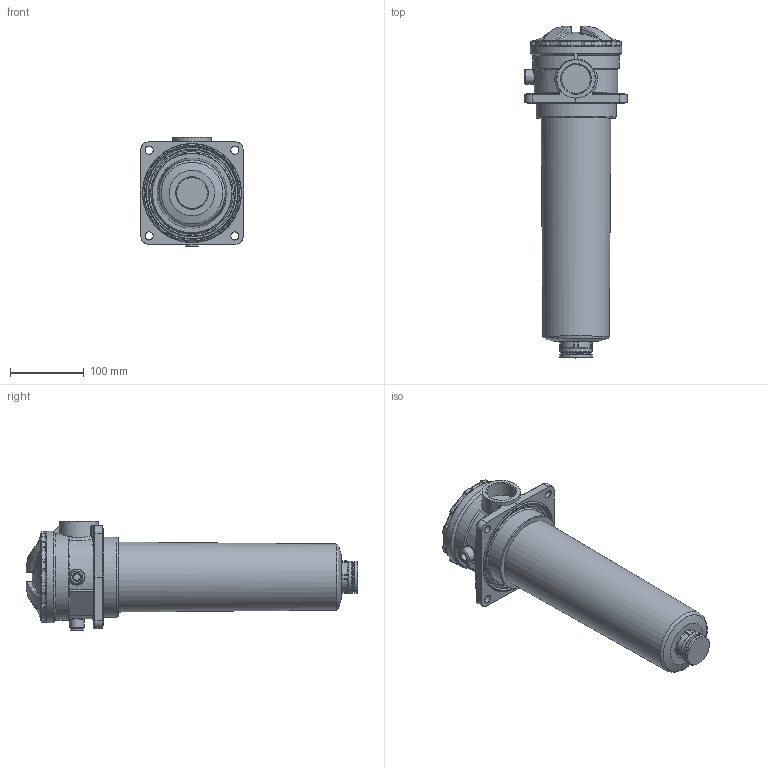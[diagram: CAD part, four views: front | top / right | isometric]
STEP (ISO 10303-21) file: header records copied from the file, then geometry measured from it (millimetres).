
FILE_DESCRIPTION((''),'2;1');
FILE_NAME('Ruecklauffilter27577900(293773).stp','2013-04-15T09:30:50',('User'),('SDRC'),'I-DEAS Master Series 9','UNIX','Yes');
FILE_SCHEMA(('AUTOMOTIVE_DESIGN { 1 0 10303 214 1 1 1 1 }'));
Length unit declared in the file: millimetre
Products named in the file (1): 27577900(293773)
Bounding box: 141 x 451.43 x 149.1 mm (x, y, z)
Volume: 3397678.6 mm3; surface area: 195981.8 mm2
Topology: 1 solids, 4 shells, 691 faces, 1658 edges, 893 vertices
Faces by surface type: bspline 691
Entity records: 26197 total; most frequent: CARTESIAN_POINT 17628, ORIENTED_EDGE 3144, EDGE_CURVE 1572, VERTEX_POINT 890, EDGE_LOOP 716, FACE_OUTER_BOUND 691, ADVANCED_FACE 691, B_SPLINE_CURVE_WITH_KNOTS 625
